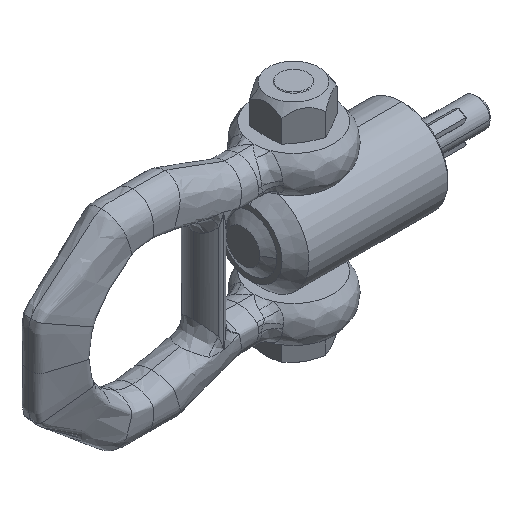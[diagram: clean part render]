
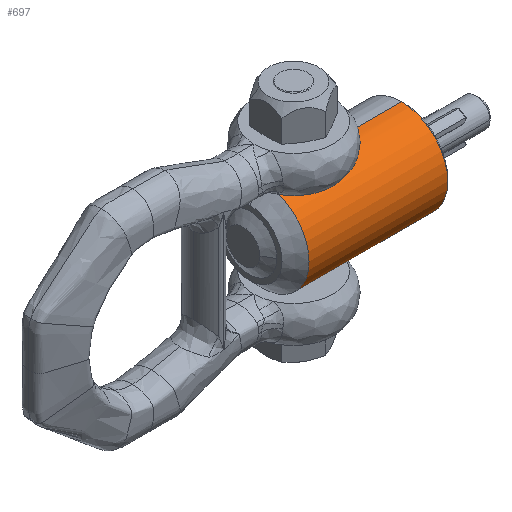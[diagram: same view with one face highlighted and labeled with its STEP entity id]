
A CAD part, isometric view. The second image highlights one B-rep face of the part: STEP entity #697.
In plain terms, the highlighted cylindrical face has radius 10.75 mm (diameter 21.5 mm), a partial arc.
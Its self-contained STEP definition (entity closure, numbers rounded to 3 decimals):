
#697=ADVANCED_FACE('',(#1395),#1396,.T.);
#1395=FACE_OUTER_BOUND('',#8474,.T.);
#1396=CYLINDRICAL_SURFACE('',#8475,10.75);
#8474=EDGE_LOOP('',(#10375,#10376,#10377,#10378,#10379,#10380,#10381,#10382,#10383));
#8475=AXIS2_PLACEMENT_3D('',#10384,#10385,#10386);
#10375=ORIENTED_EDGE('',*,*,#10990,.T.);
#10376=ORIENTED_EDGE('',*,*,#11241,.T.);
#10377=ORIENTED_EDGE('',*,*,#10995,.T.);
#10378=ORIENTED_EDGE('',*,*,#11243,.F.);
#10379=ORIENTED_EDGE('',*,*,#10993,.T.);
#10380=ORIENTED_EDGE('',*,*,#11240,.T.);
#10381=ORIENTED_EDGE('',*,*,#10991,.T.);
#10382=ORIENTED_EDGE('',*,*,#11246,.T.);
#10383=ORIENTED_EDGE('',*,*,#11247,.T.);
#10384=CARTESIAN_POINT('',(0.0,0.0,0.0));
#10385=DIRECTION('',(1.0,-0.0,0.0));
#10386=DIRECTION('',(0.0,0.0,1.0));
#10990=EDGE_CURVE('',#12110,#12118,#12119,.T.);
#10991=EDGE_CURVE('',#12120,#12114,#12121,.T.);
#10993=EDGE_CURVE('',#12124,#12122,#12125,.T.);
#10995=EDGE_CURVE('',#12128,#12126,#12129,.T.);
#11240=EDGE_CURVE('',#12122,#12120,#12491,.T.);
#11241=EDGE_CURVE('',#12118,#12128,#12492,.T.);
#11243=EDGE_CURVE('',#12124,#12126,#12494,.T.);
#11246=EDGE_CURVE('',#12114,#12497,#12498,.T.);
#11247=EDGE_CURVE('',#12497,#12110,#12499,.T.);
#12110=VERTEX_POINT('',#15841);
#12114=VERTEX_POINT('',#15846);
#12118=VERTEX_POINT('',#15851);
#12119=LINE('',#15852,#15853);
#12120=VERTEX_POINT('',#15854);
#12121=LINE('',#15855,#15856);
#12122=VERTEX_POINT('',#15857);
#12124=VERTEX_POINT('',#15877);
#12125=LINE('',#15878,#15879);
#12126=VERTEX_POINT('',#15880);
#12128=VERTEX_POINT('',#15882);
#12129=LINE('',#15883,#15884);
#12491=B_SPLINE_CURVE_WITH_KNOTS('',3,(#16563,#16564,#16565,#16566,#16567,#16568,#16569,#16570,#16571,#16572,#16573,#16574,#16575,#16576,#16577,#16578,#16579,#16580),.UNSPECIFIED.,.F.,.F.,(4,2,2,2,2,2,2,2,4),(0.625,0.781,0.937,1.093,1.249,1.406,1.562,1.718,1.874),.UNSPECIFIED.);
#12492=B_SPLINE_CURVE_WITH_KNOTS('',3,(#16581,#16582,#16583,#16584,#16585,#16586,#16587,#16588,#16589,#16590,#16591,#16592,#16593,#16594,#16595,#16596,#16597,#16598),.UNSPECIFIED.,.F.,.F.,(4,2,2,2,2,2,2,2,4),(0.625,0.781,0.937,1.093,1.249,1.406,1.562,1.718,1.874),.UNSPECIFIED.);
#12494=CIRCLE('',#16600,10.75);
#12497=VERTEX_POINT('',#16603);
#12498=CIRCLE('',#16604,10.75);
#12499=CIRCLE('',#16605,10.75);
#15841=CARTESIAN_POINT('',(35.5,0.,10.75));
#15846=CARTESIAN_POINT('',(35.5,0.,-10.75));
#15851=CARTESIAN_POINT('',(14.4,0.,10.75));
#15852=CARTESIAN_POINT('',(19.325,0.,10.75));
#15853=VECTOR('',#17254,1.0);
#15854=CARTESIAN_POINT('',(14.4,0.,-10.75));
#15855=CARTESIAN_POINT('',(0.0,0.,-10.75));
#15856=VECTOR('',#17255,10.75);
#15857=CARTESIAN_POINT('',(6.2,0.,-10.75));
#15877=CARTESIAN_POINT('',(3.15,0.,-10.75));
#15878=CARTESIAN_POINT('',(0.0,0.,-10.75));
#15879=VECTOR('',#17256,10.75);
#15880=CARTESIAN_POINT('',(3.15,0.,10.75));
#15882=CARTESIAN_POINT('',(6.2,0.,10.75));
#15883=CARTESIAN_POINT('',(19.325,0.,10.75));
#15884=VECTOR('',#17260,1.0);
#16563=CARTESIAN_POINT('',(6.2,0.,-10.75));
#16564=CARTESIAN_POINT('',(6.2,-0.52,-10.75));
#16565=CARTESIAN_POINT('',(6.305,-1.072,-10.709));
#16566=CARTESIAN_POINT('',(6.725,-2.081,-10.559));
#16567=CARTESIAN_POINT('',(7.04,-2.538,-10.453));
#16568=CARTESIAN_POINT('',(7.762,-3.26,-10.251));
#16569=CARTESIAN_POINT('',(8.22,-3.575,-10.141));
#16570=CARTESIAN_POINT('',(9.228,-3.995,-9.983));
#16571=CARTESIAN_POINT('',(9.779,-4.1,-9.937));
#16572=CARTESIAN_POINT('',(10.821,-4.1,-9.937));
#16573=CARTESIAN_POINT('',(11.372,-3.995,-9.983));
#16574=CARTESIAN_POINT('',(12.38,-3.575,-10.141));
#16575=CARTESIAN_POINT('',(12.838,-3.26,-10.251));
#16576=CARTESIAN_POINT('',(13.56,-2.538,-10.453));
#16577=CARTESIAN_POINT('',(13.875,-2.081,-10.559));
#16578=CARTESIAN_POINT('',(14.295,-1.072,-10.709));
#16579=CARTESIAN_POINT('',(14.4,-0.52,-10.75));
#16580=CARTESIAN_POINT('',(14.4,0.,-10.75));
#16581=CARTESIAN_POINT('',(14.4,0.,10.75));
#16582=CARTESIAN_POINT('',(14.4,-0.52,10.75));
#16583=CARTESIAN_POINT('',(14.295,-1.072,10.709));
#16584=CARTESIAN_POINT('',(13.875,-2.081,10.559));
#16585=CARTESIAN_POINT('',(13.56,-2.538,10.453));
#16586=CARTESIAN_POINT('',(12.838,-3.26,10.251));
#16587=CARTESIAN_POINT('',(12.38,-3.575,10.141));
#16588=CARTESIAN_POINT('',(11.372,-3.995,9.983));
#16589=CARTESIAN_POINT('',(10.821,-4.1,9.937));
#16590=CARTESIAN_POINT('',(9.779,-4.1,9.937));
#16591=CARTESIAN_POINT('',(9.228,-3.995,9.983));
#16592=CARTESIAN_POINT('',(8.22,-3.575,10.141));
#16593=CARTESIAN_POINT('',(7.762,-3.26,10.251));
#16594=CARTESIAN_POINT('',(7.04,-2.538,10.453));
#16595=CARTESIAN_POINT('',(6.725,-2.081,10.559));
#16596=CARTESIAN_POINT('',(6.305,-1.072,10.709));
#16597=CARTESIAN_POINT('',(6.2,-0.52,10.75));
#16598=CARTESIAN_POINT('',(6.2,0.,10.75));
#16600=AXIS2_PLACEMENT_3D('',#17557,#17558,#17559);
#16603=CARTESIAN_POINT('',(35.5,-10.75,0.0));
#16604=AXIS2_PLACEMENT_3D('',#17563,#17564,#17565);
#16605=AXIS2_PLACEMENT_3D('',#17566,#17567,#17568);
#17254=DIRECTION('',(-1.0,0.0,-0.0));
#17255=DIRECTION('',(1.0,0.0,0.0));
#17256=DIRECTION('',(1.0,0.0,0.0));
#17260=DIRECTION('',(-1.0,0.0,-0.0));
#17557=CARTESIAN_POINT('',(3.15,0.0,0.0));
#17558=DIRECTION('',(-1.0,0.0,0.0));
#17559=DIRECTION('',(0.0,0.0,1.0));
#17563=CARTESIAN_POINT('',(35.5,0.0,0.0));
#17564=DIRECTION('',(-1.0,0.0,0.0));
#17565=DIRECTION('',(0.0,0.0,1.0));
#17566=CARTESIAN_POINT('',(35.5,0.0,0.0));
#17567=DIRECTION('',(-1.0,0.0,0.0));
#17568=DIRECTION('',(0.0,0.0,1.0));
